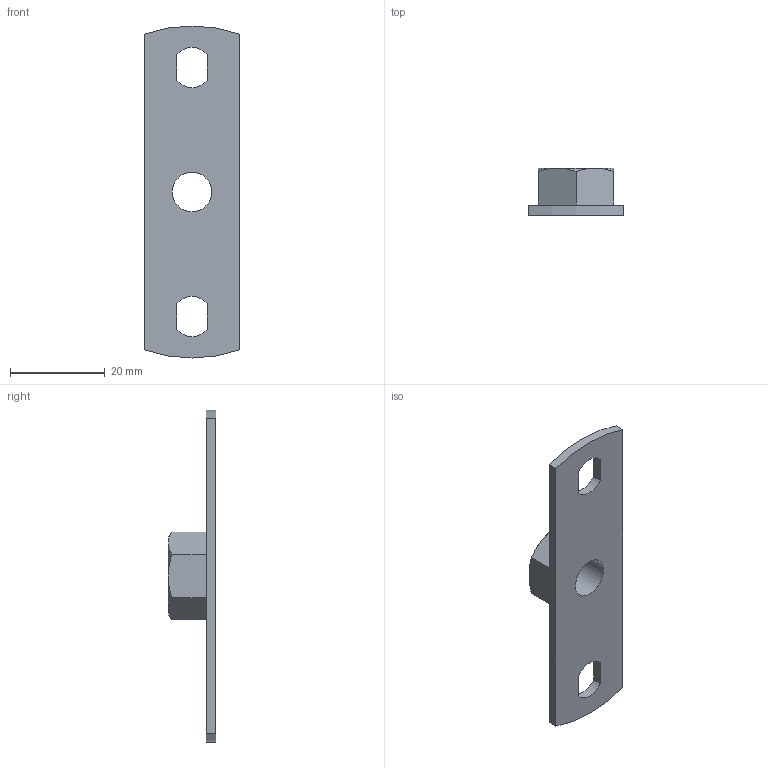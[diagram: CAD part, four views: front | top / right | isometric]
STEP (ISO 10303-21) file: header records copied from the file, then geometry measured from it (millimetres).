
FILE_DESCRIPTION(/* description */ (''),/* implementation_level */ '2;1');
FILE_NAME(/* name */ '3D_R378-M10_173873030.stp',/* time_stamp */ '2021-07-27T11:21:49+02:00',/* author */ ('cad'),/* organization */ (''),/* preprocessor_version */ 'ST-DEVELOPER v18.1',/* originating_system */ 'Autodesk Inventor 2022',/* authorisation */ '');
FILE_SCHEMA (('AUTOMOTIVE_DESIGN { 1 0 10303 214 3 1 1 }'));
Length unit declared in the file: millimetre
Products named in the file (1): 3D_R378-M10_173873030
Bounding box: 20 x 10 x 70 mm (x, y, z)
Volume: 3761.7 mm3; surface area: 3580.5 mm2
Topology: 1 solids, 1 shells, 29 faces, 72 edges, 46 vertices
Faces by surface type: plane 15, cone 7, cylinder 7
Full cylindrical faces by diameter (mm): 8.376 x1
Entity records: 901 total; most frequent: CARTESIAN_POINT 172, ORIENTED_EDGE 144, DIRECTION 142, EDGE_CURVE 72, AXIS2_PLACEMENT_3D 52, VERTEX_POINT 46, LINE 38, VECTOR 38
